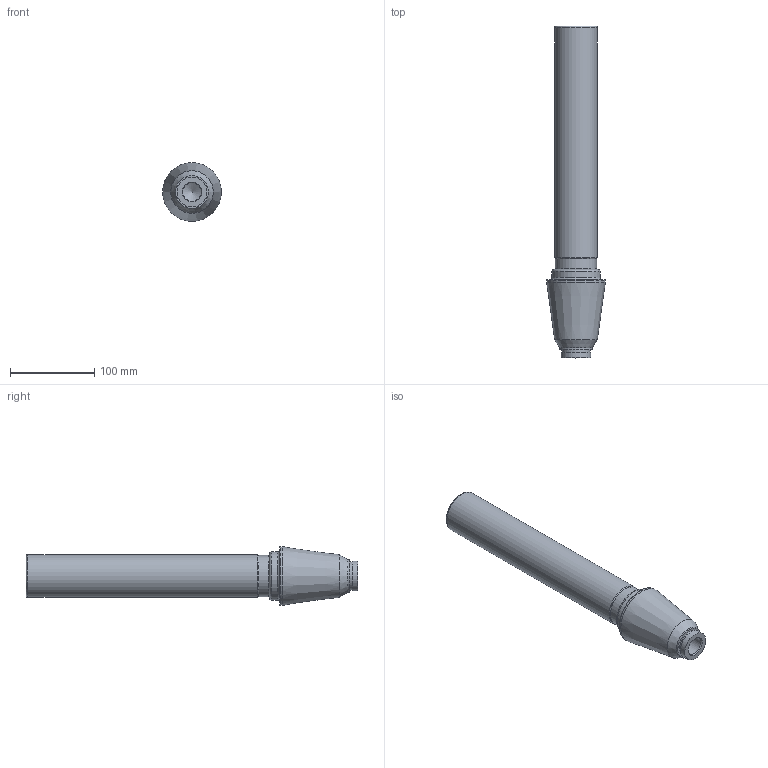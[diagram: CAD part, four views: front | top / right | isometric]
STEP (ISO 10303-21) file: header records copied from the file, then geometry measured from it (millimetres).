
FILE_DESCRIPTION(/* description */ (''),/* implementation_level */ '2;1');
FILE_NAME(/* name */ 'P40-20TB12.stp',/* time_stamp */ '2023-12-21T15:39:01-05:00',/* author */ ('jsmall'),/* organization */ (''),/* preprocessor_version */ 'ST-DEVELOPER v18.1',/* originating_system */ 'Autodesk Inventor 2022',/* authorisation */ '');
FILE_SCHEMA (('AUTOMOTIVE_DESIGN { 1 0 10303 214 3 1 1 }'));
Length unit declared in the file: inch
Products named in the file (1): P40-20TB12
Bounding box: 69.85 x 394.96 x 69.85 mm (x, y, z)
Volume: 822549.4 mm3; surface area: 74966.5 mm2
Topology: 1 solids, 1 shells, 25 faces, 50 edges, 32 vertices
Faces by surface type: cylinder 8, plane 7, cone 5, torus 5
Full cylindrical faces by diameter (mm): 21.971 x1, 33.503 x1, 35.509 x1, 39.294 x1, 49.276 x1, 50.8 x1, 57.15 x1, 69.85 x1
Entity records: 719 total; most frequent: DIRECTION 137, CARTESIAN_POINT 107, ORIENTED_EDGE 98, AXIS2_PLACEMENT_3D 62, EDGE_CURVE 49, CIRCLE 36, VERTEX_POINT 32, EDGE_LOOP 31
